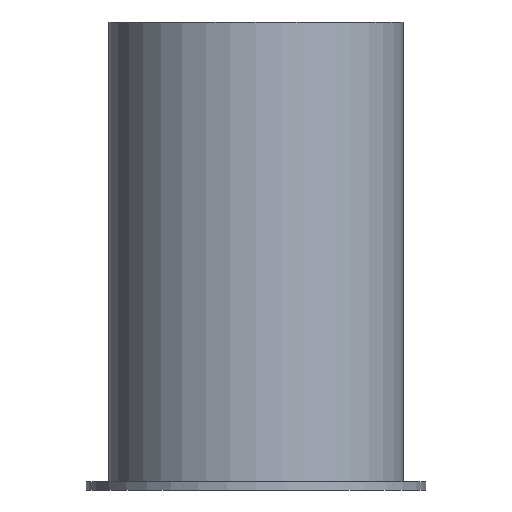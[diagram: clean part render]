
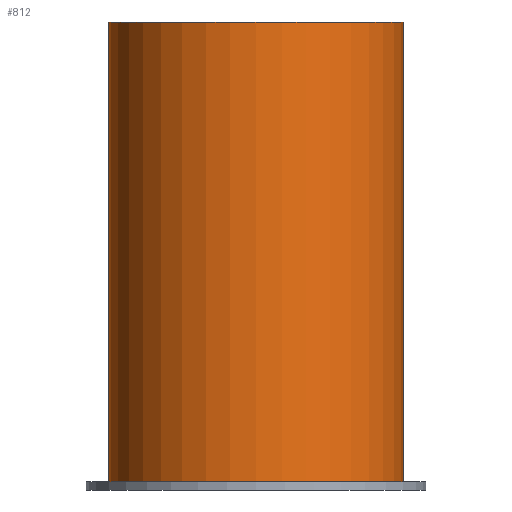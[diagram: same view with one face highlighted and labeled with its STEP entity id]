
A CAD part, front view. The second image highlights one B-rep face of the part: STEP entity #812.
In plain terms, the highlighted cylindrical face has radius 11 mm (diameter 22 mm), a full revolution.
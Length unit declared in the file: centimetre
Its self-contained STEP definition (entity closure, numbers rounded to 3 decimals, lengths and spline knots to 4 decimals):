
#83=CARTESIAN_POINT('',(-1.1,0.,0.06));
#84=VERTEX_POINT('',#83);
#85=CARTESIAN_POINT('',(0.,0.,0.06));
#86=DIRECTION('',(0.,0.,1.));
#87=DIRECTION('',(1.,0.,-0.));
#88=AXIS2_PLACEMENT_3D('',#85,#86,#87);
#89=CIRCLE('',#88,1.1);
#90=EDGE_CURVE('',#84,#84,#89,.T.);
#779=CARTESIAN_POINT('',(0.,0.,0.));
#780=DIRECTION('',(0.,0.,1.));
#781=DIRECTION('',(1.,0.,0.));
#782=AXIS2_PLACEMENT_3D('',#779,#780,#781);
#783=CYLINDRICAL_SURFACE('',#782,1.1);
#784=CARTESIAN_POINT('',(-1.1,0.,3.5));
#785=VERTEX_POINT('',#784);
#786=CARTESIAN_POINT('',(-1.1,0.,3.5));
#787=DIRECTION('',(-0.,-0.,-1.));
#788=VECTOR('',#787,3.44);
#789=LINE('',#786,#788);
#790=EDGE_CURVE('',#785,#84,#789,.T.);
#791=ORIENTED_EDGE('',*,*,#790,.T.);
#792=ORIENTED_EDGE('',*,*,#90,.T.);
#793=ORIENTED_EDGE('',*,*,#790,.F.);
#794=CARTESIAN_POINT('',(0.,1.1,3.5));
#795=VERTEX_POINT('',#794);
#796=CARTESIAN_POINT('',(0.,0.,3.5));
#797=DIRECTION('',(0.,0.,-1.));
#798=DIRECTION('',(1.,0.,0.));
#799=AXIS2_PLACEMENT_3D('',#796,#797,#798);
#800=CIRCLE('',#799,1.1);
#801=EDGE_CURVE('',#785,#795,#800,.T.);
#802=ORIENTED_EDGE('',*,*,#801,.T.);
#803=CARTESIAN_POINT('',(0.,0.,3.5));
#804=DIRECTION('',(0.,0.,-1.));
#805=DIRECTION('',(1.,0.,0.));
#806=AXIS2_PLACEMENT_3D('',#803,#804,#805);
#807=CIRCLE('',#806,1.1);
#808=EDGE_CURVE('',#795,#785,#807,.T.);
#809=ORIENTED_EDGE('',*,*,#808,.T.);
#810=EDGE_LOOP('',(#791,#792,#793,#802,#809));
#811=FACE_BOUND('',#810,.T.);
#812=ADVANCED_FACE('',(#811),#783,.T.);
